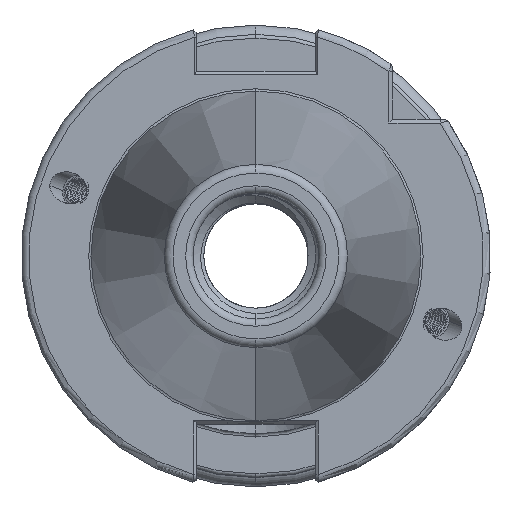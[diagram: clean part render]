
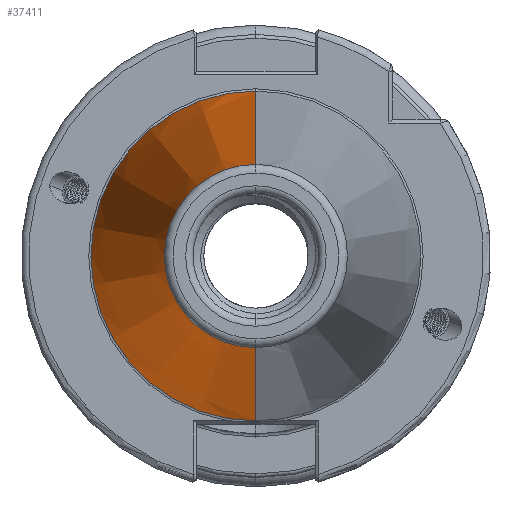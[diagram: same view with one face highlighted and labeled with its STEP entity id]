
A CAD part, left-side view. The second image highlights one B-rep face of the part: STEP entity #37411.
In plain terms, the highlighted conical face has half-angle 8.297 degrees and reference radius 22.692 mm.
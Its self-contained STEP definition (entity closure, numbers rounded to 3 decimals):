
#1058 = AXIS2_PLACEMENT_3D ( 'NONE', #22170, #22092, #22100 ) ;
#1481 = AXIS2_PLACEMENT_3D ( 'NONE', #29133, #29114, #29130 ) ;
#1512 = AXIS2_PLACEMENT_3D ( 'NONE', #29515, #29507, #29509 ) ;
#2598 = ORIENTED_EDGE ( 'NONE', *, *, #12110, .F. ) ;
#2601 = ORIENTED_EDGE ( 'NONE', *, *, #11991, .T. ) ;
#2677 = ORIENTED_EDGE ( 'NONE', *, *, #12039, .T. ) ;
#2701 = ORIENTED_EDGE ( 'NONE', *, *, #12048, .F. ) ;
#4662 = EDGE_LOOP ( 'NONE', ( #2601, #2677, #2701, #2598 ) ) ;
#5136 = VERTEX_POINT ( 'NONE', #18623 ) ;
#5141 = VERTEX_POINT ( 'NONE', #18632 ) ;
#5285 = CIRCLE ( 'NONE', #1481, 12.4 ) ;
#5298 = VECTOR ( 'NONE', #29458, 1000. ) ;
#5316 = CIRCLE ( 'NONE', #1512, 22.327 ) ;
#5330 = LINE ( 'NONE', #29435, #5298 ) ;
#5348 = LINE ( 'NONE', #6713, #5354 ) ;
#5354 = VECTOR ( 'NONE', #6750, 1000. ) ;
#6713 = CARTESIAN_POINT ( 'NONE',  ( 0., 0., -22.692 ) ) ;
#6750 = DIRECTION ( 'NONE',  ( 0.99, 0., -0.144 ) ) ;
#11991 = EDGE_CURVE ( 'NONE', #5141, #5136, #5285, .T. ) ;
#12039 = EDGE_CURVE ( 'NONE', #5136, #13156, #5330, .T. ) ;
#12048 = EDGE_CURVE ( 'NONE', #13167, #13156, #5316, .T. ) ;
#12110 = EDGE_CURVE ( 'NONE', #5141, #13167, #5348, .T. ) ;
#13156 = VERTEX_POINT ( 'NONE', #31177 ) ;
#13167 = VERTEX_POINT ( 'NONE', #31162 ) ;
#15717 = FACE_OUTER_BOUND ( 'NONE', #4662, .T. ) ;
#15736 = CONICAL_SURFACE ( 'NONE', #1058, 22.692, 0.145 ) ;
#18623 = CARTESIAN_POINT ( 'NONE',  ( -70.573, 0., 12.4 ) ) ;
#18632 = CARTESIAN_POINT ( 'NONE',  ( -70.573, 0., -12.4 ) ) ;
#22092 = DIRECTION ( 'NONE',  ( 1., 0., 0. ) ) ;
#22100 = DIRECTION ( 'NONE',  ( 0., 0., -1. ) ) ;
#22170 = CARTESIAN_POINT ( 'NONE',  ( 0., 0., 0. ) ) ;
#29114 = DIRECTION ( 'NONE',  ( 1., 0., 0. ) ) ;
#29130 = DIRECTION ( 'NONE',  ( 0., 0., 1. ) ) ;
#29133 = CARTESIAN_POINT ( 'NONE',  ( -70.573, 0., 0. ) ) ;
#29435 = CARTESIAN_POINT ( 'NONE',  ( 0., 0., 22.692 ) ) ;
#29458 = DIRECTION ( 'NONE',  ( 0.99, 0., 0.144 ) ) ;
#29507 = DIRECTION ( 'NONE',  ( 1., 0., 0. ) ) ;
#29509 = DIRECTION ( 'NONE',  ( 0., 0., -1. ) ) ;
#29515 = CARTESIAN_POINT ( 'NONE',  ( -2.5, 0., 0. ) ) ;
#31162 = CARTESIAN_POINT ( 'NONE',  ( -2.5, 0., -22.327 ) ) ;
#31177 = CARTESIAN_POINT ( 'NONE',  ( -2.5, 0., 22.327 ) ) ;
#37411 = ADVANCED_FACE ( 'NONE', ( #15717 ), #15736, .T. ) ;
